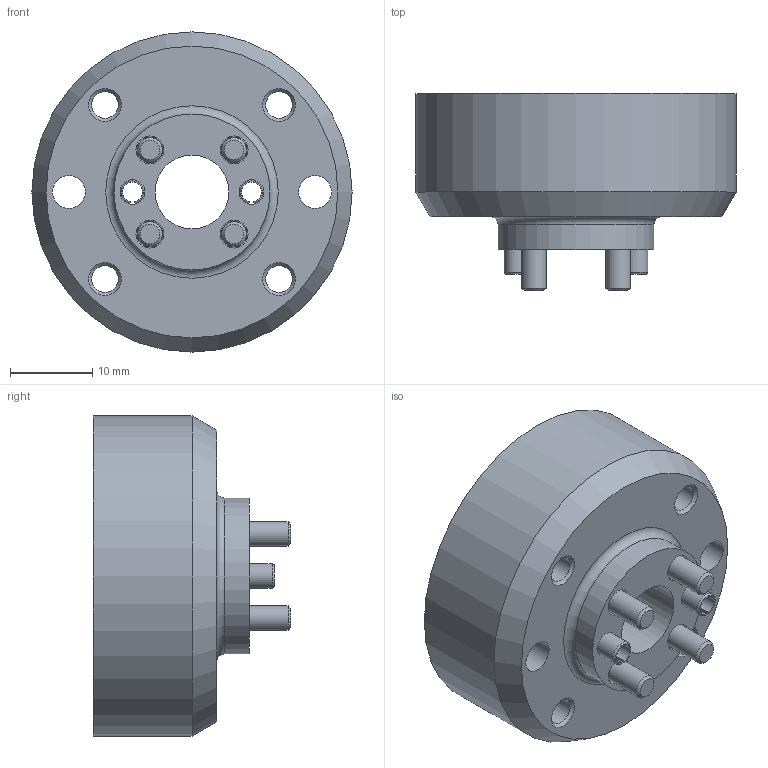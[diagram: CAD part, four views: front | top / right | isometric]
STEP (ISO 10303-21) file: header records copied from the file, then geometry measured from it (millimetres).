
FILE_DESCRIPTION(/* description */ ('STEP AP214'),/* implementation_level */ '2;1');
FILE_NAME(/* name */ '555425_DADG-AK-90',/* time_stamp */ '2024-08-12T16:35:05+02:00',/* author */ ('License CC BY-ND 4.0'),/* organization */ ('CADENAS'),/* preprocessor_version */ 'ST-DEVELOPER v19.3',/* originating_system */ 'PARTsolutions',/* authorisation */ ' ');
FILE_SCHEMA (('AUTOMOTIVE_DESIGN {1 0 10303 214 3 1 1}'));
Length unit declared in the file: millimetre
Products named in the file (4): 555425 DADG-AK-90; 719810 DADG-AK-90; DIN-912 - M3x12(F); Clamping pin DIN 7346 3x10
Assembly tree (7 placements, depth 2):
  555425 DADG-AK-90
    719810 DADG-AK-90
    DIN-912 - M3x12(F)  x4
    Clamping pin DIN 7346 3x10  x2
Bounding box: 39 x 24 x 39 mm (x, y, z)
Volume: 13747.4 mm3; surface area: 7505.8 mm2
Topology: 7 solids, 7 shells, 162 faces, 324 edges, 182 vertices
Faces by surface type: plane 72, cone 61, cylinder 28, torus 1
Full cylindrical faces by diameter (mm): 3 x6, 3.242 x4, 3.4 x4, 4 x2, 5.5 x4, 9 x1, 19 x1, 20.5 x1, 39 x1
Entity records: 1854 total; most frequent: DIRECTION 330, CARTESIAN_POINT 295, ORIENTED_EDGE 216, AXIS2_PLACEMENT_3D 150, FACE_BOUND 137, EDGE_LOOP 136, EDGE_CURVE 108, VERTEX_POINT 85
